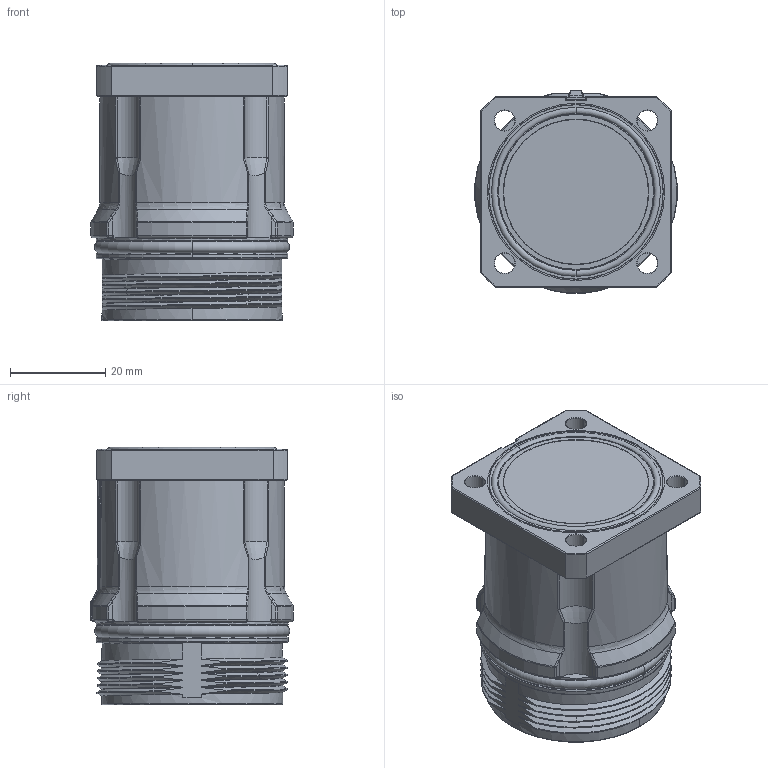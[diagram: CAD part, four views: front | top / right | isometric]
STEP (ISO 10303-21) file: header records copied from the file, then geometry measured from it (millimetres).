
FILE_DESCRIPTION((''),'2;1');
FILE_NAME('SM-7EPWN8AWT00_1613527','2013-10-25T',('vbengel'),(''),'PRO/ENGINEER BY PARAMETRIC TECHNOLOGY CORPORATION, 2012480','PRO/ENGINEER BY PARAMETRIC TECHNOLOGY CORPORATION, 2012480','');
FILE_SCHEMA(('AUTOMOTIVE_DESIGN { 1 0 10303 214 1 1 1 1 }'));
Length unit declared in the file: millimetre
Products named in the file (1): SM-7EPWN8AWT00_1613527
Bounding box: 42.46 x 42.53 x 54.06 mm (x, y, z)
Volume: 48744.2 mm3; surface area: 14880 mm2
Topology: 1 solids, 1 shells, 621 faces, 1526 edges, 941 vertices
Faces by surface type: plane 205, cylinder 151, bspline 132, torus 84, cone 25, sphere 24
Entity records: 23517 total; most frequent: CARTESIAN_POINT 9615, ORIENTED_EDGE 3052, DIRECTION 2600, EDGE_CURVE 1526, AXIS2_PLACEMENT_3D 975, VERTEX_POINT 941, EDGE_LOOP 663, VECTOR 650
